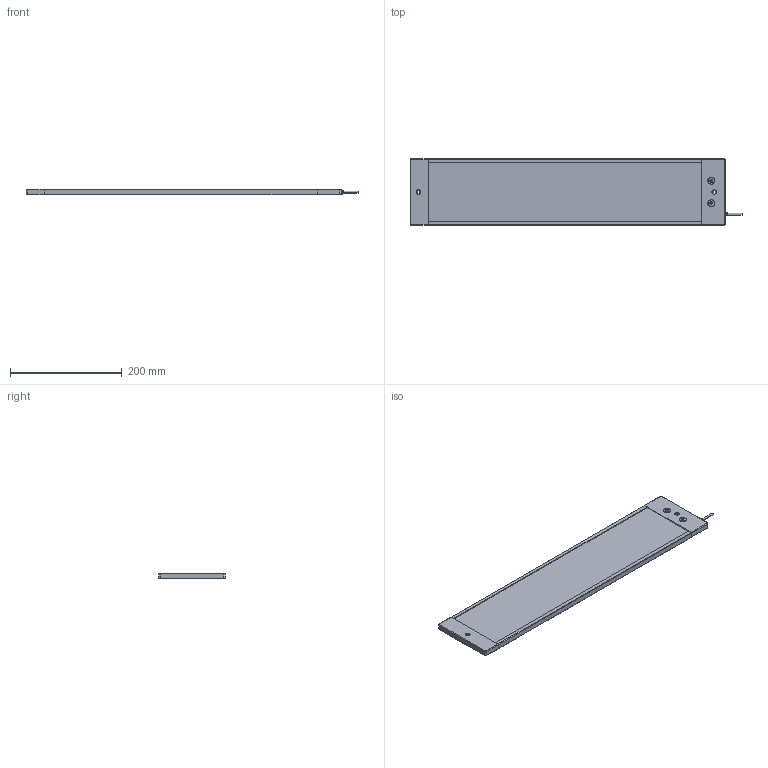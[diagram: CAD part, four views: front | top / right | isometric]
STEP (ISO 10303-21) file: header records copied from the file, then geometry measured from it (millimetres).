
FILE_DESCRIPTION((''),'2;1');
FILE_NAME('NLUD120-35-DC SERIES.stp','2023-12-04T17:50:03',(''),(''),'Mechanical Desktop 2011','Mechanical Desktop 2011',', , ');
FILE_SCHEMA(('CONFIG_CONTROL_DESIGN'));
Length unit declared in the file: millimetre
Products named in the file (1): Product
Bounding box: 595 x 120 x 10.6 mm (x, y, z)
Volume: 634784.2 mm3; surface area: 174577.8 mm2
Topology: 16 solids, 16 shells, 352 faces, 904 edges, 583 vertices
Faces by surface type: plane 129, bspline 113, cylinder 80, cone 26, torus 4
Entity records: 11763 total; most frequent: CARTESIAN_POINT 3193, ORIENTED_EDGE 1788, DIRECTION 1674, EDGE_CURVE 894, VECTOR 586, LINE 586, VERTEX_POINT 583, AXIS2_PLACEMENT_3D 544
